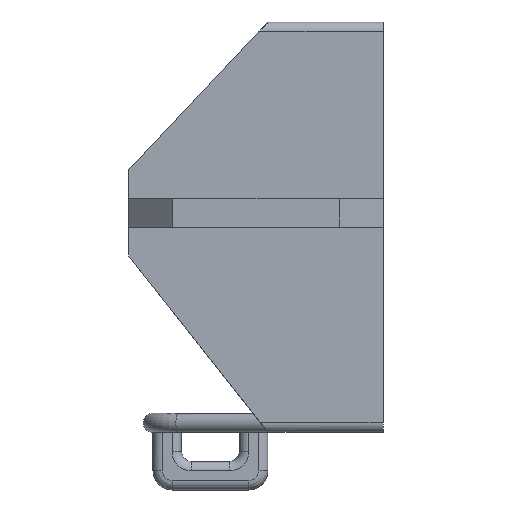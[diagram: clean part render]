
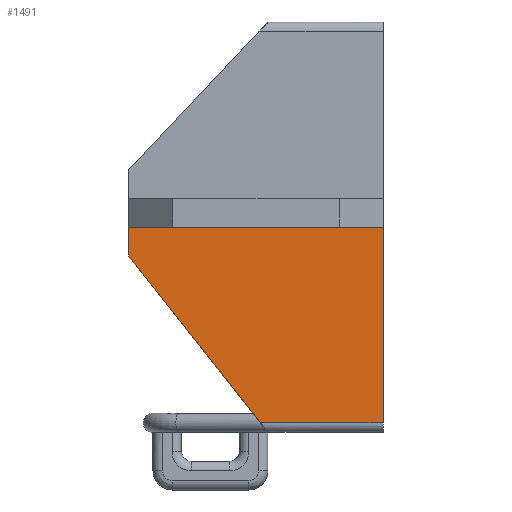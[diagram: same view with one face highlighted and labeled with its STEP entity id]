
A CAD part, front view. The second image highlights one B-rep face of the part: STEP entity #1491.
In plain terms, the highlighted planar face has unit normal (0, -1, 0).
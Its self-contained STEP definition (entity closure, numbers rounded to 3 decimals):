
#62=PLANE('',#1610);
#110=FACE_OUTER_BOUND('',#198,.T.);
#198=EDGE_LOOP('',(#1134,#1135,#1136,#1137,#1138));
#265=LINE('',#2200,#396);
#271=LINE('',#2214,#402);
#289=LINE('',#2257,#420);
#325=LINE('',#2359,#456);
#334=LINE('',#2377,#465);
#396=VECTOR('',#1733,10.);
#402=VECTOR('',#1745,10.);
#420=VECTOR('',#1775,10.);
#456=VECTOR('',#1879,10.);
#465=VECTOR('',#1898,10.);
#613=VERTEX_POINT('',#2197);
#614=VERTEX_POINT('',#2199);
#619=VERTEX_POINT('',#2213);
#638=VERTEX_POINT('',#2255);
#669=VERTEX_POINT('',#2354);
#756=EDGE_CURVE('',#613,#614,#265,.T.);
#763=EDGE_CURVE('',#614,#619,#271,.T.);
#785=EDGE_CURVE('',#638,#613,#289,.T.);
#837=EDGE_CURVE('',#619,#669,#325,.T.);
#846=EDGE_CURVE('',#669,#638,#334,.T.);
#1134=ORIENTED_EDGE('',*,*,#756,.F.);
#1135=ORIENTED_EDGE('',*,*,#785,.F.);
#1136=ORIENTED_EDGE('',*,*,#846,.F.);
#1137=ORIENTED_EDGE('',*,*,#837,.F.);
#1138=ORIENTED_EDGE('',*,*,#763,.F.);
#1491=ADVANCED_FACE('',(#110),#62,.T.);
#1610=AXIS2_PLACEMENT_3D('',#2378,#1899,#1900);
#1733=DIRECTION('',(-1.,0.,0.));
#1745=DIRECTION('',(-0.619,0.,0.785));
#1775=DIRECTION('',(0.,0.,-1.));
#1879=DIRECTION('',(0.,0.,1.));
#1898=DIRECTION('',(1.,0.,0.));
#1899=DIRECTION('center_axis',(0.,-1.,0.));
#1900=DIRECTION('ref_axis',(0.,0.,1.));
#2197=CARTESIAN_POINT('',(10.,-23.,-20.4));
#2199=CARTESIAN_POINT('',(-2.788,-23.,-20.4));
#2200=CARTESIAN_POINT('',(0.,-23.,-20.4));
#2213=CARTESIAN_POINT('',(-16.5,-23.,-3.));
#2214=CARTESIAN_POINT('',(-2.,-23.,-21.4));
#2255=CARTESIAN_POINT('',(10.,-23.,0.));
#2257=CARTESIAN_POINT('',(10.,-23.,21.4));
#2354=CARTESIAN_POINT('',(-16.5,-23.,0.));
#2359=CARTESIAN_POINT('',(-16.5,-23.,3.));
#2377=CARTESIAN_POINT('',(-16.5,-23.,0.));
#2378=CARTESIAN_POINT('Origin',(0.,-23.,-21.4));
